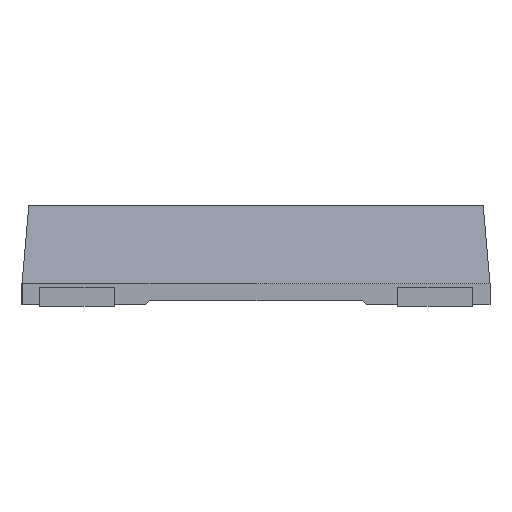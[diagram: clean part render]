
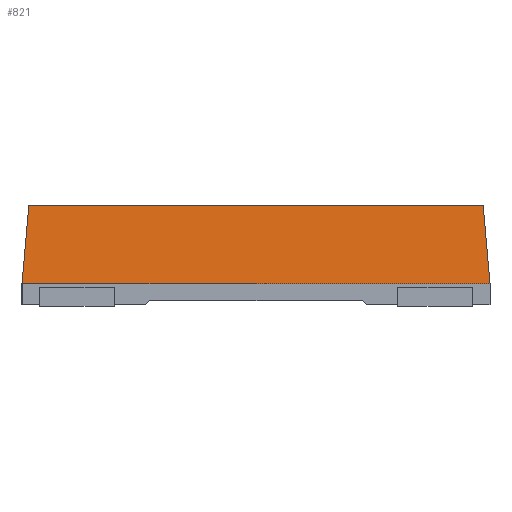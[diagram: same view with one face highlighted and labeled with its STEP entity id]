
A CAD part, front view. The second image highlights one B-rep face of the part: STEP entity #821.
In plain terms, the highlighted planar face has unit normal (0, -0.996, 0.087).
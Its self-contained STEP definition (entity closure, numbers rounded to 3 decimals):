
#821 = ADVANCED_FACE ( 'NONE', ( #4224 ), #5437, .T. ) ;
#1149 = DIRECTION ( 'NONE',  ( 0., -0.087, -0.996 ) ) ;
#1499 = LINE ( 'NONE', #4036, #12861 ) ;
#2437 = LINE ( 'NONE', #7824, #10098 ) ;
#2504 = ORIENTED_EDGE ( 'NONE', *, *, #15355, .F. ) ;
#2658 = CARTESIAN_POINT ( 'NONE',  ( 3.204, -3.554, 1.1 ) ) ;
#2825 = VECTOR ( 'NONE', #2991, 1000. ) ;
#2862 = VERTEX_POINT ( 'NONE', #4441 ) ;
#2991 = DIRECTION ( 'NONE',  ( 1., 0., 0. ) ) ;
#3519 = DIRECTION ( 'NONE',  ( -0.087, -0.087, -0.992 ) ) ;
#3863 = CARTESIAN_POINT ( 'NONE',  ( -3.3, -3.65, 0. ) ) ;
#4007 = VERTEX_POINT ( 'NONE', #15862 ) ;
#4036 = CARTESIAN_POINT ( 'NONE',  ( 3.245, -3.595, 0.629 ) ) ;
#4100 = AXIS2_PLACEMENT_3D ( 'NONE', #3863, #13608, #1149 ) ;
#4224 = FACE_OUTER_BOUND ( 'NONE', #12292, .T. ) ;
#4234 = LINE ( 'NONE', #7005, #2825 ) ;
#4441 = CARTESIAN_POINT ( 'NONE',  ( 3.3, -3.65, 0. ) ) ;
#5437 = PLANE ( 'NONE',  #4100 ) ;
#7005 = CARTESIAN_POINT ( 'NONE',  ( -3.3, -3.554, 1.1 ) ) ;
#7077 = VERTEX_POINT ( 'NONE', #11268 ) ;
#7646 = EDGE_CURVE ( 'NONE', #7077, #4007, #17192, .T. ) ;
#7824 = CARTESIAN_POINT ( 'NONE',  ( -3.3, -3.65, 0. ) ) ;
#10098 = VECTOR ( 'NONE', #16195, 1000. ) ;
#11016 = VECTOR ( 'NONE', #3519, 1000. ) ;
#11268 = CARTESIAN_POINT ( 'NONE',  ( -3.204, -3.554, 1.1 ) ) ;
#12292 = EDGE_LOOP ( 'NONE', ( #17291, #2504, #14796, #17412 ) ) ;
#12861 = VECTOR ( 'NONE', #15108, 1000. ) ;
#13013 = VERTEX_POINT ( 'NONE', #2658 ) ;
#13600 = EDGE_CURVE ( 'NONE', #4007, #2862, #2437, .T. ) ;
#13608 = DIRECTION ( 'NONE',  ( 0., -0.996, 0.087 ) ) ;
#13684 = EDGE_CURVE ( 'NONE', #7077, #13013, #4234, .T. ) ;
#14796 = ORIENTED_EDGE ( 'NONE', *, *, #13684, .F. ) ;
#15108 = DIRECTION ( 'NONE',  ( 0.087, -0.087, -0.992 ) ) ;
#15355 = EDGE_CURVE ( 'NONE', #13013, #2862, #1499, .T. ) ;
#15862 = CARTESIAN_POINT ( 'NONE',  ( -3.3, -3.65, 0. ) ) ;
#15943 = CARTESIAN_POINT ( 'NONE',  ( -3.3, -3.65, 0. ) ) ;
#16195 = DIRECTION ( 'NONE',  ( 1., 0., 0. ) ) ;
#17192 = LINE ( 'NONE', #15943, #11016 ) ;
#17291 = ORIENTED_EDGE ( 'NONE', *, *, #13600, .T. ) ;
#17412 = ORIENTED_EDGE ( 'NONE', *, *, #7646, .T. ) ;
